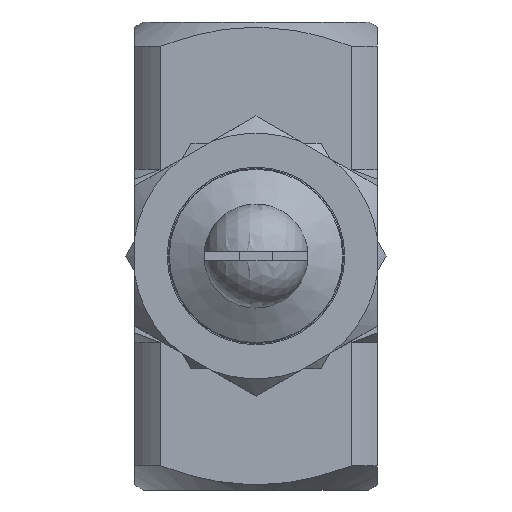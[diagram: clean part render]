
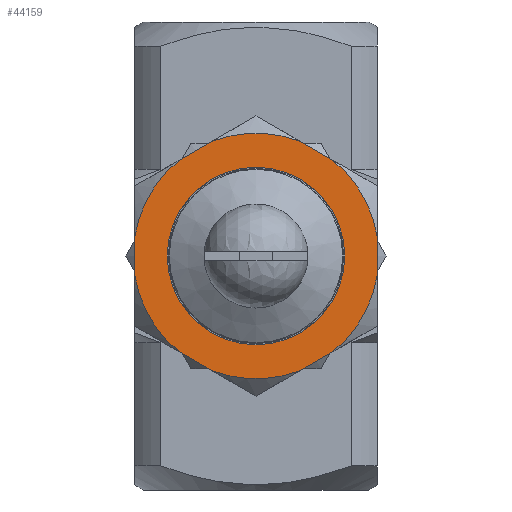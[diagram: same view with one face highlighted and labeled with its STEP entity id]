
A CAD part, front view. The second image highlights one B-rep face of the part: STEP entity #44159.
In plain terms, the highlighted planar face has unit normal (0, -1, 0).
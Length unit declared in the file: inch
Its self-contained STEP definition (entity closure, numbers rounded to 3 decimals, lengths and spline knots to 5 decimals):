
#43476=CARTESIAN_POINT('',(-0.32,-1.1,0.));
#43477=VERTEX_POINT('',#43476);
#43478=CARTESIAN_POINT('',(0.,-1.1,0.));
#43479=DIRECTION('',(0.0,1.0,0.0));
#43480=DIRECTION('',(-1.0,0.0,0.0));
#43481=AXIS2_PLACEMENT_3D('',#43478,#43479,#43480);
#43482=CIRCLE('',#43481,0.32);
#43483=EDGE_CURVE('',#43477,#43477,#43482,.T.);
#43495=CARTESIAN_POINT('',(0.4375,-1.1,0.06753));
#43496=VERTEX_POINT('',#43495);
#43510=CARTESIAN_POINT('',(0.4375,-1.1,-0.06753));
#43511=VERTEX_POINT('',#43510);
#43512=CARTESIAN_POINT('',(0.4375,-1.1,0.06753));
#43513=DIRECTION('',(0.0,0.0,-1.0));
#43514=VECTOR('',#43513,0.13507);
#43515=LINE('',#43512,#43514);
#43516=EDGE_CURVE('',#43496,#43511,#43515,.T.);
#43595=CARTESIAN_POINT('',(0.16027,-1.1,0.41265));
#43596=VERTEX_POINT('',#43595);
#43610=CARTESIAN_POINT('',(0.27723,-1.1,0.34512));
#43611=VERTEX_POINT('',#43610);
#43612=CARTESIAN_POINT('',(0.16027,-1.1,0.41265));
#43613=DIRECTION('',(0.866,0.0,-0.5));
#43614=VECTOR('',#43613,0.13507);
#43615=LINE('',#43612,#43614);
#43616=EDGE_CURVE('',#43596,#43611,#43615,.T.);
#43686=CARTESIAN_POINT('',(-0.27723,-1.1,0.34512));
#43687=VERTEX_POINT('',#43686);
#43701=CARTESIAN_POINT('',(-0.16027,-1.1,0.41265));
#43702=VERTEX_POINT('',#43701);
#43703=CARTESIAN_POINT('',(-0.27723,-1.1,0.34512));
#43704=DIRECTION('',(0.866,0.0,0.5));
#43705=VECTOR('',#43704,0.13507);
#43706=LINE('',#43703,#43705);
#43707=EDGE_CURVE('',#43687,#43702,#43706,.T.);
#43777=CARTESIAN_POINT('',(-0.4375,-1.1,-0.06753));
#43778=VERTEX_POINT('',#43777);
#43792=CARTESIAN_POINT('',(-0.4375,-1.1,0.06753));
#43793=VERTEX_POINT('',#43792);
#43794=CARTESIAN_POINT('',(-0.4375,-1.1,-0.06753));
#43795=DIRECTION('',(0.0,0.0,1.0));
#43796=VECTOR('',#43795,0.13507);
#43797=LINE('',#43794,#43796);
#43798=EDGE_CURVE('',#43778,#43793,#43797,.T.);
#43866=CARTESIAN_POINT('',(-0.27723,-1.1,-0.34512));
#43867=VERTEX_POINT('',#43866);
#43928=CARTESIAN_POINT('',(-0.16027,-1.1,-0.41265));
#43929=VERTEX_POINT('',#43928);
#43943=CARTESIAN_POINT('',(-0.16027,-1.1,-0.41265));
#43944=DIRECTION('',(-0.866,0.0,0.5));
#43945=VECTOR('',#43944,0.13507);
#43946=LINE('',#43943,#43945);
#43947=EDGE_CURVE('',#43929,#43867,#43946,.T.);
#44033=CARTESIAN_POINT('',(0.16027,-1.1,-0.41265));
#44034=VERTEX_POINT('',#44033);
#44077=CARTESIAN_POINT('',(0.27723,-1.1,-0.34512));
#44078=VERTEX_POINT('',#44077);
#44092=CARTESIAN_POINT('',(0.27723,-1.1,-0.34512));
#44093=DIRECTION('',(-0.866,0.0,-0.5));
#44094=VECTOR('',#44093,0.13507);
#44095=LINE('',#44092,#44094);
#44096=EDGE_CURVE('',#44078,#44034,#44095,.T.);
#44101=CARTESIAN_POINT('',(-0.375,-1.1,0.));
#44102=DIRECTION('',(0.0,-1.0,0.0));
#44103=DIRECTION('',(0.0,0.0,1.0));
#44104=AXIS2_PLACEMENT_3D('',#44101,#44102,#44103);
#44105=PLANE('',#44104);
#44106=CARTESIAN_POINT('',(0.,-1.1,0.));
#44107=DIRECTION('',(0.0,-1.0,0.0));
#44108=DIRECTION('',(0.0,0.0,1.0));
#44109=AXIS2_PLACEMENT_3D('',#44106,#44107,#44108);
#44110=CIRCLE('',#44109,0.44268);
#44111=EDGE_CURVE('',#43778,#43867,#44110,.T.);
#44112=ORIENTED_EDGE('',*,*,#44111,.T.);
#44113=ORIENTED_EDGE('',*,*,#43947,.F.);
#44114=CARTESIAN_POINT('',(0.,-1.1,0.));
#44115=DIRECTION('',(0.0,-1.0,0.0));
#44116=DIRECTION('',(0.0,0.0,1.0));
#44117=AXIS2_PLACEMENT_3D('',#44114,#44115,#44116);
#44118=CIRCLE('',#44117,0.44268);
#44119=EDGE_CURVE('',#43929,#44034,#44118,.T.);
#44120=ORIENTED_EDGE('',*,*,#44119,.T.);
#44121=ORIENTED_EDGE('',*,*,#44096,.F.);
#44122=CARTESIAN_POINT('',(0.,-1.1,0.));
#44123=DIRECTION('',(0.0,-1.0,0.0));
#44124=DIRECTION('',(0.0,0.0,1.0));
#44125=AXIS2_PLACEMENT_3D('',#44122,#44123,#44124);
#44126=CIRCLE('',#44125,0.44268);
#44127=EDGE_CURVE('',#44078,#43511,#44126,.T.);
#44128=ORIENTED_EDGE('',*,*,#44127,.T.);
#44129=ORIENTED_EDGE('',*,*,#43516,.F.);
#44130=CARTESIAN_POINT('',(0.,-1.1,0.));
#44131=DIRECTION('',(0.0,-1.0,0.0));
#44132=DIRECTION('',(0.0,0.0,1.0));
#44133=AXIS2_PLACEMENT_3D('',#44130,#44131,#44132);
#44134=CIRCLE('',#44133,0.44268);
#44135=EDGE_CURVE('',#43496,#43611,#44134,.T.);
#44136=ORIENTED_EDGE('',*,*,#44135,.T.);
#44137=ORIENTED_EDGE('',*,*,#43616,.F.);
#44138=CARTESIAN_POINT('',(0.,-1.1,0.));
#44139=DIRECTION('',(0.0,-1.0,0.0));
#44140=DIRECTION('',(0.0,0.0,1.0));
#44141=AXIS2_PLACEMENT_3D('',#44138,#44139,#44140);
#44142=CIRCLE('',#44141,0.44268);
#44143=EDGE_CURVE('',#43596,#43702,#44142,.T.);
#44144=ORIENTED_EDGE('',*,*,#44143,.T.);
#44145=ORIENTED_EDGE('',*,*,#43707,.F.);
#44146=CARTESIAN_POINT('',(0.,-1.1,0.));
#44147=DIRECTION('',(0.0,-1.0,0.0));
#44148=DIRECTION('',(0.0,0.0,1.0));
#44149=AXIS2_PLACEMENT_3D('',#44146,#44147,#44148);
#44150=CIRCLE('',#44149,0.44268);
#44151=EDGE_CURVE('',#43687,#43793,#44150,.T.);
#44152=ORIENTED_EDGE('',*,*,#44151,.T.);
#44153=ORIENTED_EDGE('',*,*,#43798,.F.);
#44154=EDGE_LOOP('',(#44112,#44113,#44120,#44121,#44128,#44129,#44136,#44137,#44144,#44145,#44152,#44153));
#44155=FACE_OUTER_BOUND('',#44154,.T.);
#44156=ORIENTED_EDGE('',*,*,#43483,.T.);
#44157=EDGE_LOOP('',(#44156));
#44158=FACE_BOUND('',#44157,.T.);
#44159=ADVANCED_FACE('',(#44155,#44158),#44105,.T.);
